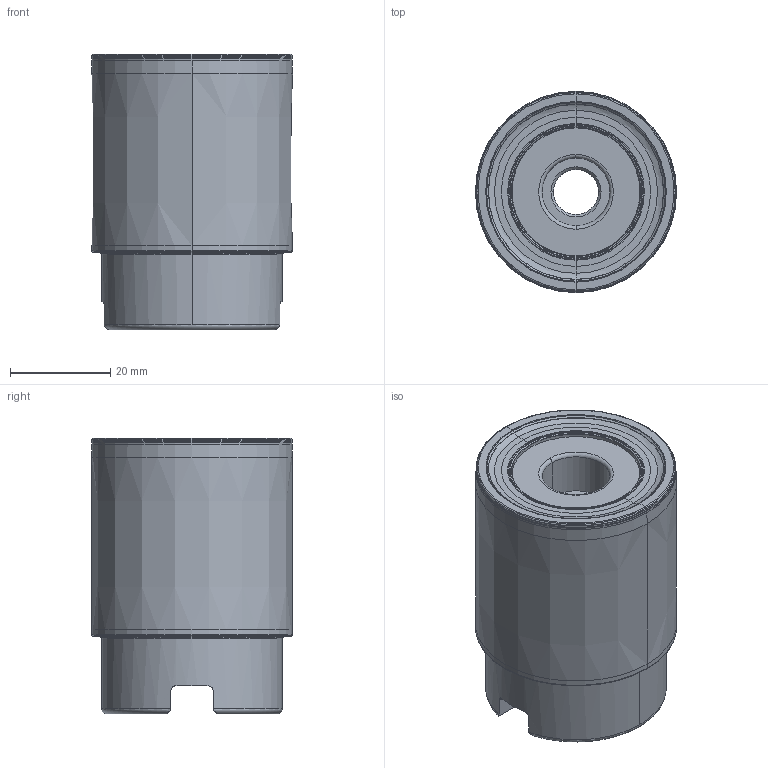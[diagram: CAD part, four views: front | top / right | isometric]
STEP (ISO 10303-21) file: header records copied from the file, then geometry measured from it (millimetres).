
FILE_DESCRIPTION((''),'2;1');
FILE_NAME('22J3F040039F0R00__ASM','2009-08-13T',('poussios_pc'),(''),'PRO/ENGINEER BY PARAMETRIC TECHNOLOGY CORPORATION, 2007460','PRO/ENGINEER BY PARAMETRIC TECHNOLOGY CORPORATION, 2007460','');
FILE_SCHEMA(('CONFIG_CONTROL_DESIGN'));
Length unit declared in the file: millimetre
Products named in the file (3): 22J3F040039F0R00_HSG; SCHNEIDE; 22J3F040039F0R00__ASM
Assembly tree (2 placements, depth 2):
  22J3F040039F0R00__ASM
    22J3F040039F0R00_HSG
    SCHNEIDE
Bounding box: 40.1 x 40.1 x 55 mm (x, y, z)
Volume: 81208.2 mm3; surface area: 20164.3 mm2
Topology: 2 solids, 2 shells, 184 faces, 386 edges, 208 vertices
Faces by surface type: revolution 112, cone 20, torus 18, plane 18, cylinder 16
Entity records: 11710 total; most frequent: CARTESIAN_POINT 7841, ORIENTED_EDGE 772, DIRECTION 720, EDGE_CURVE 386, AXIS2_PLACEMENT_3D 277, B_SPLINE_CURVE_WITH_KNOTS 244, VERTEX_POINT 208, CIRCLE 200
